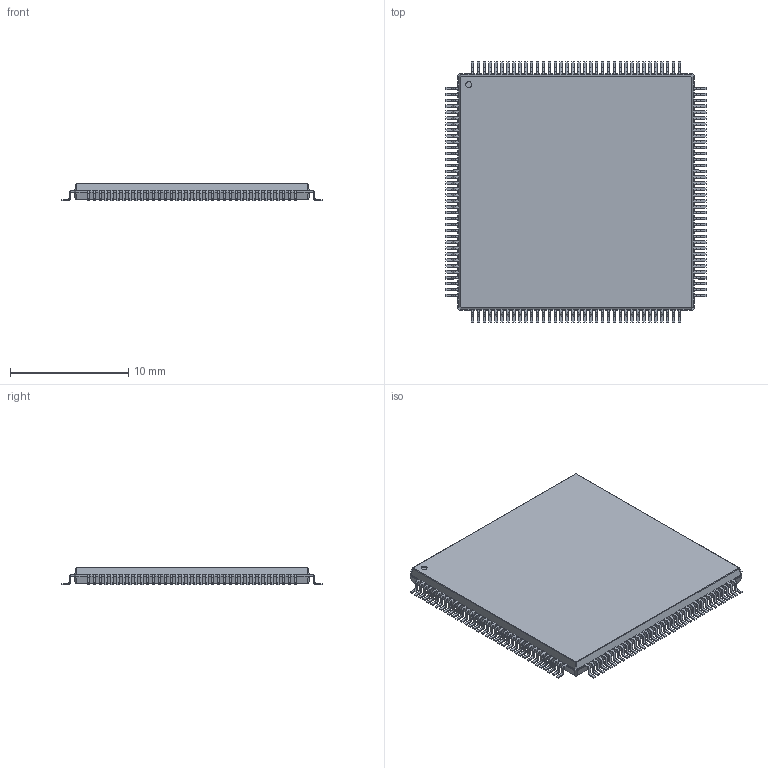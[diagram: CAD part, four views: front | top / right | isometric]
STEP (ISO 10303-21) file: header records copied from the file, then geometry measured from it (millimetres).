
FILE_DESCRIPTION(/* description */ ('model of LQFP-144_20x20mm_P0.5mm'),/* implementation_level */ '2;1');
FILE_NAME(/* name */ 'LQFP-144_20x20mm_P0.5mm.step',/* time_stamp */ '2017-12-17T22:14:04',/* author */ ('kicad StepUp','ksu'),/* organization */ ('FreeCAD'),/* preprocessor_version */ 'OCC',/* originating_system */ 'kicad StepUp',/* authorisation */ '');
FILE_SCHEMA(('AUTOMOTIVE_DESIGN { 1 0 10303 214 1 1 1 1 }'));
Length unit declared in the file: millimetre
Products named in the file (1): LQFP_144_20x20mm_P05mm
Bounding box: 22 x 22 x 1.5 mm (x, y, z)
Volume: 554 mm3; surface area: 1039.4 mm2
Topology: 1 solids, 1 shells, 2204 faces, 5995 edges, 3794 vertices
Faces by surface type: plane 1451, cylinder 577, bspline 176
Full cylindrical faces by diameter (mm): 0.5 x1
Entity records: 46924 total; most frequent: ORIENTED_EDGE 10246, CARTESIAN_POINT 8252, EDGE_CURVE 5995, VERTEX_POINT 3794, LINE 3777, AXIS2_PLACEMENT_3D 2823, FACE_BOUND 2205, EDGE_LOOP 2205
